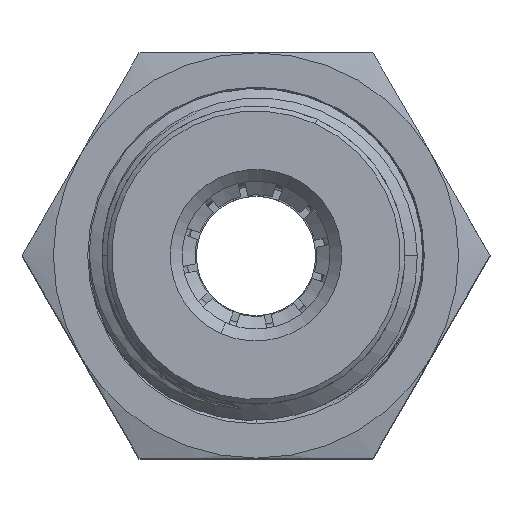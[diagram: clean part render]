
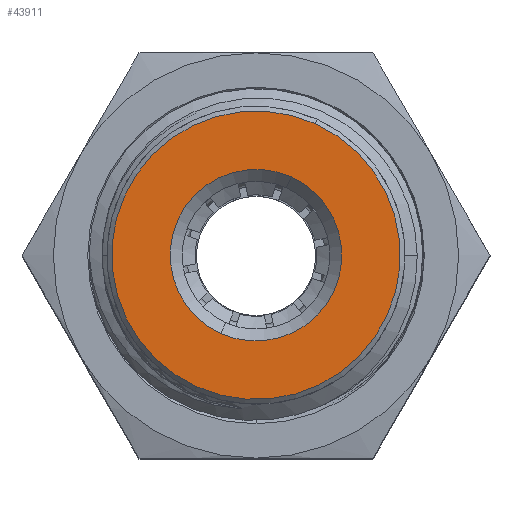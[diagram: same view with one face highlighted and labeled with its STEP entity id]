
A CAD part, top view. The second image highlights one B-rep face of the part: STEP entity #43911.
In plain terms, the highlighted planar face has unit normal (0, 0, 1).
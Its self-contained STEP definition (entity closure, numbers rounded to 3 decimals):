
#288 = VERTEX_POINT ( 'NONE', #27596 ) ;
#350 = DIRECTION ( 'NONE',  ( 0.41, 0.912, 0. ) ) ;
#533 = EDGE_CURVE ( 'NONE', #288, #40260, #9844, .T. ) ;
#1434 = EDGE_LOOP ( 'NONE', ( #7483, #8463 ) ) ;
#2453 = AXIS2_PLACEMENT_3D ( 'NONE', #31408, #10362, #34957 ) ;
#3583 = CARTESIAN_POINT ( 'NONE',  ( -1.476, -3.284, 3.2 ) ) ;
#4494 = AXIS2_PLACEMENT_3D ( 'NONE', #11768, #36367, #15308 ) ;
#7483 = ORIENTED_EDGE ( 'NONE', *, *, #14328, .T. ) ;
#7923 = DIRECTION ( 'NONE',  ( 0., 0., 1. ) ) ;
#7953 = CIRCLE ( 'NONE', #8015, 3.6 ) ;
#8015 = AXIS2_PLACEMENT_3D ( 'NONE', #11913, #36515, #15455 ) ;
#8463 = ORIENTED_EDGE ( 'NONE', *, *, #533, .T. ) ;
#9844 = CIRCLE ( 'NONE', #31886, 6.05 ) ;
#9978 = FACE_BOUND ( 'NONE', #17623, .T. ) ;
#10362 = DIRECTION ( 'NONE',  ( 0., 0., 1. ) ) ;
#10737 = ORIENTED_EDGE ( 'NONE', *, *, #38605, .T. ) ;
#11049 = FACE_OUTER_BOUND ( 'NONE', #1434, .T. ) ;
#11768 = CARTESIAN_POINT ( 'NONE',  ( 0., 0., 3.2 ) ) ;
#11913 = CARTESIAN_POINT ( 'NONE',  ( 0., 0., 3.2 ) ) ;
#14328 = EDGE_CURVE ( 'NONE', #40260, #288, #38862, .T. ) ;
#15250 = CARTESIAN_POINT ( 'NONE',  ( 1.476, 3.284, 3.2 ) ) ;
#15308 = DIRECTION ( 'NONE',  ( -0.41, -0.912, 0. ) ) ;
#15455 = DIRECTION ( 'NONE',  ( -0.41, -0.912, 0. ) ) ;
#17274 = PLANE ( 'NONE',  #2453 ) ;
#17623 = EDGE_LOOP ( 'NONE', ( #10737, #26292 ) ) ;
#20647 = CARTESIAN_POINT ( 'NONE',  ( 2.481, 5.518, 3.2 ) ) ;
#21320 = DIRECTION ( 'NONE',  ( 0., 0., 1. ) ) ;
#22517 = CIRCLE ( 'NONE', #4494, 3.6 ) ;
#26292 = ORIENTED_EDGE ( 'NONE', *, *, #31494, .T. ) ;
#27596 = CARTESIAN_POINT ( 'NONE',  ( -2.481, -5.518, 3.2 ) ) ;
#28960 = CARTESIAN_POINT ( 'NONE',  ( 0., 0., 3.2 ) ) ;
#31408 = CARTESIAN_POINT ( 'NONE',  ( 0., 0., 3.2 ) ) ;
#31494 = EDGE_CURVE ( 'NONE', #36765, #40361, #7953, .T. ) ;
#31886 = AXIS2_PLACEMENT_3D ( 'NONE', #28960, #7923, #32477 ) ;
#32477 = DIRECTION ( 'NONE',  ( 0.41, 0.912, 0. ) ) ;
#34957 = DIRECTION ( 'NONE',  ( -0.41, -0.912, 0. ) ) ;
#35965 = AXIS2_PLACEMENT_3D ( 'NONE', #42427, #21320, #350 ) ;
#36367 = DIRECTION ( 'NONE',  ( 0., 0., -1. ) ) ;
#36515 = DIRECTION ( 'NONE',  ( 0., 0., -1. ) ) ;
#36765 = VERTEX_POINT ( 'NONE', #15250 ) ;
#38605 = EDGE_CURVE ( 'NONE', #40361, #36765, #22517, .T. ) ;
#38862 = CIRCLE ( 'NONE', #35965, 6.05 ) ;
#40260 = VERTEX_POINT ( 'NONE', #20647 ) ;
#40361 = VERTEX_POINT ( 'NONE', #3583 ) ;
#42427 = CARTESIAN_POINT ( 'NONE',  ( 0., 0., 3.2 ) ) ;
#43911 = ADVANCED_FACE ( 'NONE', ( #9978, #11049 ), #17274, .T. ) ;
